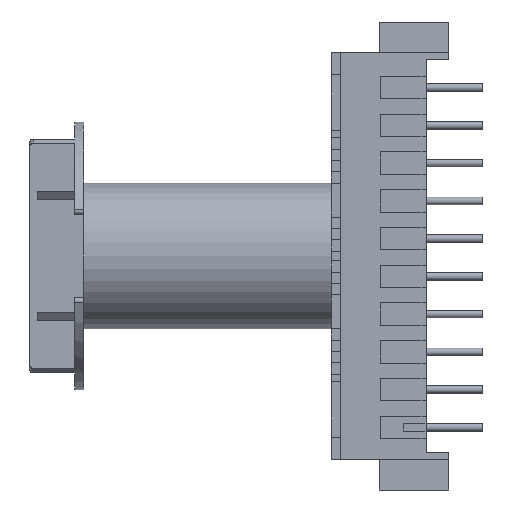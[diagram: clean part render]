
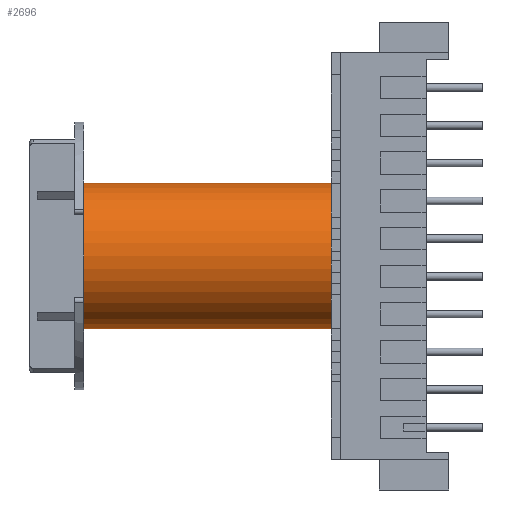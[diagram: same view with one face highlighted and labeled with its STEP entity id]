
A CAD part, left-side view. The second image highlights one B-rep face of the part: STEP entity #2696.
In plain terms, the highlighted cylindrical face has radius 9.65 mm (diameter 19.3 mm), a partial arc.
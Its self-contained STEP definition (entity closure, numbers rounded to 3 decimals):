
#68 = EDGE_CURVE ( 'NONE', #3619, #2118, #9822, .T. ) ;
#424 = CARTESIAN_POINT ( 'NONE',  ( 0., 16.4, 9.65 ) ) ;
#464 = CARTESIAN_POINT ( 'NONE',  ( 0., 16.4, 0. ) ) ;
#480 = LINE ( 'NONE', #424, #4092 ) ;
#521 = DIRECTION ( 'NONE',  ( 0., 1., 0. ) ) ;
#552 = EDGE_CURVE ( 'NONE', #3243, #3802, #5205, .T. ) ;
#627 = AXIS2_PLACEMENT_3D ( 'NONE', #988, #1046, #8065 ) ;
#988 = CARTESIAN_POINT ( 'NONE',  ( 0., 16.4, 0. ) ) ;
#1046 = DIRECTION ( 'NONE',  ( 0., 1., 0. ) ) ;
#1152 = FACE_OUTER_BOUND ( 'NONE', #5719, .T. ) ;
#1263 = DIRECTION ( 'NONE',  ( 0., 0., -1. ) ) ;
#1293 = CARTESIAN_POINT ( 'NONE',  ( 0., -16.4, 0. ) ) ;
#2118 = VERTEX_POINT ( 'NONE', #10376 ) ;
#2249 = AXIS2_PLACEMENT_3D ( 'NONE', #464, #521, #4052 ) ;
#2662 = DIRECTION ( 'NONE',  ( 0., -1., 0. ) ) ;
#2696 = ADVANCED_FACE ( 'NONE', ( #1152 ), #2829, .T. ) ;
#2818 = ORIENTED_EDGE ( 'NONE', *, *, #7488, .T. ) ;
#2829 = CYLINDRICAL_SURFACE ( 'NONE', #2926, 9.65 ) ;
#2926 = AXIS2_PLACEMENT_3D ( 'NONE', #6488, #9271, #1263 ) ;
#3234 = CARTESIAN_POINT ( 'NONE',  ( -9.65, 16.4, 0. ) ) ;
#3243 = VERTEX_POINT ( 'NONE', #10800 ) ;
#3619 = VERTEX_POINT ( 'NONE', #7254 ) ;
#3802 = VERTEX_POINT ( 'NONE', #3234 ) ;
#3894 = DIRECTION ( 'NONE',  ( 0., 1., 0. ) ) ;
#3950 = LINE ( 'NONE', #7508, #6007 ) ;
#4052 = DIRECTION ( 'NONE',  ( 0., 0., 1. ) ) ;
#4092 = VECTOR ( 'NONE', #10220, 1000. ) ;
#5205 = CIRCLE ( 'NONE', #2249, 9.65 ) ;
#5719 = EDGE_LOOP ( 'NONE', ( #6835, #10406, #7978, #2818, #10048 ) ) ;
#5756 = AXIS2_PLACEMENT_3D ( 'NONE', #1293, #3894, #10906 ) ;
#6007 = VECTOR ( 'NONE', #2662, 1000. ) ;
#6161 = CARTESIAN_POINT ( 'NONE',  ( 0., 16.4, 9.65 ) ) ;
#6488 = CARTESIAN_POINT ( 'NONE',  ( 0., 16.4, 0. ) ) ;
#6669 = EDGE_CURVE ( 'NONE', #3802, #10919, #8593, .T. ) ;
#6835 = ORIENTED_EDGE ( 'NONE', *, *, #8446, .F. ) ;
#7254 = CARTESIAN_POINT ( 'NONE',  ( 0., -16.4, -9.65 ) ) ;
#7488 = EDGE_CURVE ( 'NONE', #3243, #3619, #3950, .T. ) ;
#7508 = CARTESIAN_POINT ( 'NONE',  ( 0., 16.4, -9.65 ) ) ;
#7978 = ORIENTED_EDGE ( 'NONE', *, *, #552, .F. ) ;
#8065 = DIRECTION ( 'NONE',  ( 0., 0., 1. ) ) ;
#8446 = EDGE_CURVE ( 'NONE', #10919, #2118, #480, .T. ) ;
#8593 = CIRCLE ( 'NONE', #627, 9.65 ) ;
#9271 = DIRECTION ( 'NONE',  ( 0., -1., 0. ) ) ;
#9822 = CIRCLE ( 'NONE', #5756, 9.65 ) ;
#10048 = ORIENTED_EDGE ( 'NONE', *, *, #68, .T. ) ;
#10220 = DIRECTION ( 'NONE',  ( 0., -1., 0. ) ) ;
#10376 = CARTESIAN_POINT ( 'NONE',  ( 0., -16.4, 9.65 ) ) ;
#10406 = ORIENTED_EDGE ( 'NONE', *, *, #6669, .F. ) ;
#10800 = CARTESIAN_POINT ( 'NONE',  ( 0., 16.4, -9.65 ) ) ;
#10906 = DIRECTION ( 'NONE',  ( 0., 0., 1. ) ) ;
#10919 = VERTEX_POINT ( 'NONE', #6161 ) ;
